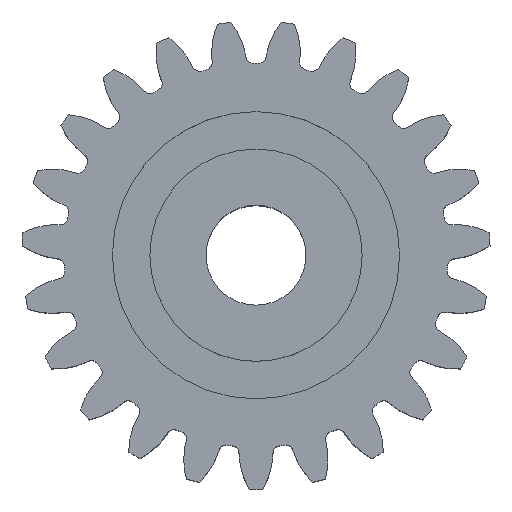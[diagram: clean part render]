
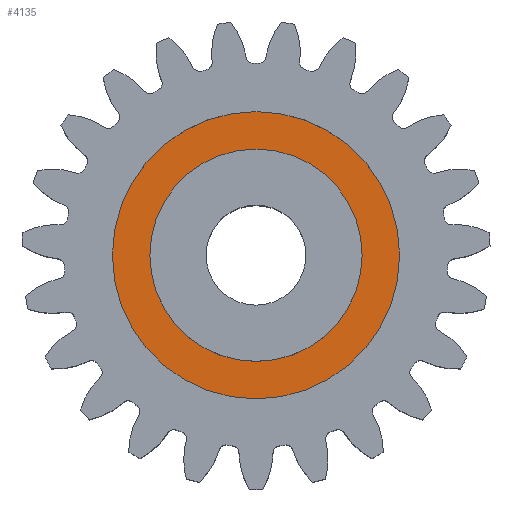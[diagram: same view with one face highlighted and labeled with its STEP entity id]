
A CAD part, top view. The second image highlights one B-rep face of the part: STEP entity #4135.
In plain terms, the highlighted planar face has unit normal (0, 0, 1).
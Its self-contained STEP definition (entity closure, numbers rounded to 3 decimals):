
#1920 = CARTESIAN_POINT ( 'NONE',  ( 0., 0., 8.5 ) ) ;
#1925 = CIRCLE ( 'NONE', #1965, 11.5 ) ;
#1956 = DIRECTION ( 'NONE',  ( -1., 0., 0. ) ) ;
#1957 = DIRECTION ( 'NONE',  ( 0., 0., -1. ) ) ;
#1958 = CARTESIAN_POINT ( 'NONE',  ( 0., 0., 8.5 ) ) ;
#1962 = DIRECTION ( 'NONE',  ( -1., 0., 0. ) ) ;
#1963 = DIRECTION ( 'NONE',  ( 0., 0., -1. ) ) ;
#1964 = CARTESIAN_POINT ( 'NONE',  ( 0., 0., 8.5 ) ) ;
#1965 = AXIS2_PLACEMENT_3D ( 'NONE', #1964, #1963, #1962 ) ;
#1966 = FACE_OUTER_BOUND ( 'NONE', #4137, .T. ) ;
#1968 = PLANE ( 'NONE',  #1977 ) ;
#1970 = DIRECTION ( 'NONE',  ( -1., 0., 0. ) ) ;
#1971 = DIRECTION ( 'NONE',  ( 0., 0., -1. ) ) ;
#1972 = AXIS2_PLACEMENT_3D ( 'NONE', #1920, #1971, #1970 ) ;
#1973 = CIRCLE ( 'NONE', #1972, 8.5 ) ;
#1974 = FACE_BOUND ( 'NONE', #4129, .T. ) ;
#1977 = AXIS2_PLACEMENT_3D ( 'NONE', #1958, #1957, #1956 ) ;
#2180 = EDGE_CURVE ( 'NONE', #2212, #2207, #4155, .T. ) ;
#2186 = VERTEX_POINT ( 'NONE', #4550 ) ;
#2195 = EDGE_CURVE ( 'NONE', #2186, #2198, #4532, .T. ) ;
#2198 = VERTEX_POINT ( 'NONE', #4527 ) ;
#2207 = VERTEX_POINT ( 'NONE', #4447 ) ;
#2212 = VERTEX_POINT ( 'NONE', #4442 ) ;
#4117 = ORIENTED_EDGE ( 'NONE', *, *, #2195, .F. ) ;
#4118 = ORIENTED_EDGE ( 'NONE', *, *, #4131, .T. ) ;
#4119 = ORIENTED_EDGE ( 'NONE', *, *, #4133, .F. ) ;
#4129 = EDGE_LOOP ( 'NONE', ( #4134, #4118 ) ) ;
#4131 = EDGE_CURVE ( 'NONE', #2207, #2212, #1973, .T. ) ;
#4133 = EDGE_CURVE ( 'NONE', #2198, #2186, #1925, .T. ) ;
#4134 = ORIENTED_EDGE ( 'NONE', *, *, #2180, .T. ) ;
#4135 = ADVANCED_FACE ( 'NONE', ( #1974, #1966 ), #1968, .F. ) ;
#4137 = EDGE_LOOP ( 'NONE', ( #4119, #4117 ) ) ;
#4151 = DIRECTION ( 'NONE',  ( -1., 0., 0. ) ) ;
#4152 = DIRECTION ( 'NONE',  ( 0., 0., -1. ) ) ;
#4153 = CARTESIAN_POINT ( 'NONE',  ( 0., 0., 8.5 ) ) ;
#4154 = AXIS2_PLACEMENT_3D ( 'NONE', #4153, #4152, #4151 ) ;
#4155 = CIRCLE ( 'NONE', #4154, 8.5 ) ;
#4442 = CARTESIAN_POINT ( 'NONE',  ( -8.5, 0., 8.5 ) ) ;
#4447 = CARTESIAN_POINT ( 'NONE',  ( 8.5, 0., 8.5 ) ) ;
#4527 = CARTESIAN_POINT ( 'NONE',  ( -11.5, 0., 8.5 ) ) ;
#4528 = DIRECTION ( 'NONE',  ( -1., 0., 0. ) ) ;
#4529 = DIRECTION ( 'NONE',  ( 0., 0., -1. ) ) ;
#4530 = CARTESIAN_POINT ( 'NONE',  ( 0., 0., 8.5 ) ) ;
#4531 = AXIS2_PLACEMENT_3D ( 'NONE', #4530, #4529, #4528 ) ;
#4532 = CIRCLE ( 'NONE', #4531, 11.5 ) ;
#4550 = CARTESIAN_POINT ( 'NONE',  ( 11.5, 0., 8.5 ) ) ;
